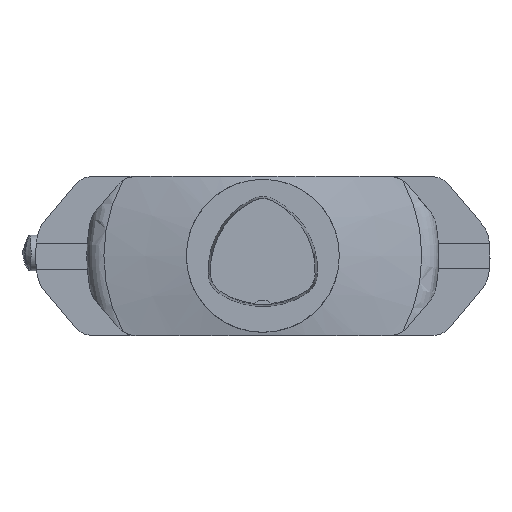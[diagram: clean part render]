
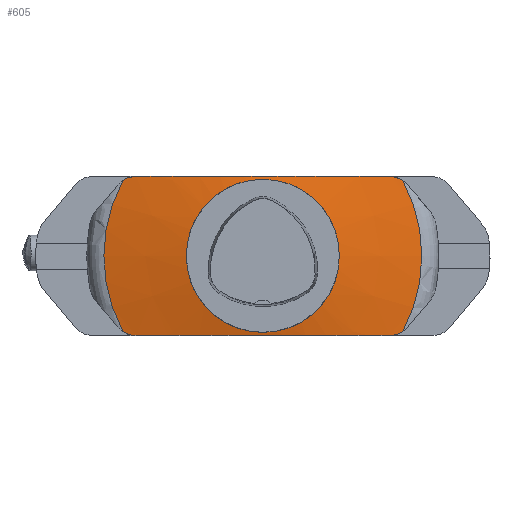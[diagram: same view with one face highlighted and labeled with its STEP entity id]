
A CAD part, top view. The second image highlights one B-rep face of the part: STEP entity #605.
In plain terms, the highlighted conical face has half-angle 78 degrees and reference radius 50 mm.
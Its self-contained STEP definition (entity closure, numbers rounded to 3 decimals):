
#283=CONICAL_SURFACE('',#8745,50.,78.);
#308=FACE_BOUND('',#1799,.T.);
#309=FACE_BOUND('',#1800,.T.);
#450=B_SPLINE_CURVE_WITH_KNOTS('',3,(#12146,#12147,#12148,#12149),
 .UNSPECIFIED.,.F.,.F.,(4,4),(0.,1.),.UNSPECIFIED.);
#453=B_SPLINE_CURVE_WITH_KNOTS('',3,(#12163,#12164,#12165,#12166),
 .UNSPECIFIED.,.F.,.F.,(4,4),(0.,1.),.UNSPECIFIED.);
#454=B_SPLINE_CURVE_WITH_KNOTS('',3,(#12172,#12173,#12174,#12175,#12176,
#12177,#12178,#12179,#12180,#12181,#12182,#12183),.UNSPECIFIED.,.F.,.F.,
(4,2,2,2,2,4),(0.,0.25,0.375,0.5,0.75,1.),.UNSPECIFIED.);
#455=B_SPLINE_CURVE_WITH_KNOTS('',3,(#12185,#12186,#12187,#12188),
 .UNSPECIFIED.,.F.,.F.,(4,4),(0.,1.),.UNSPECIFIED.);
#458=B_SPLINE_CURVE_WITH_KNOTS('',3,(#12202,#12203,#12204,#12205),
 .UNSPECIFIED.,.F.,.F.,(4,4),(0.,1.),.UNSPECIFIED.);
#459=B_SPLINE_CURVE_WITH_KNOTS('',3,(#12209,#12210,#12211,#12212,#12213,
#12214,#12215,#12216,#12217,#12218,#12219,#12220),.UNSPECIFIED.,.F.,.F.,
(4,2,2,2,2,4),(0.,0.25,0.5,0.625,0.75,1.),.UNSPECIFIED.);
#605=ADVANCED_FACE('',(#308,#309),#283,.T.);
#1799=EDGE_LOOP('',(#2784));
#1800=EDGE_LOOP('',(#2785,#2786,#2787,#2788,#2789,#2790,#2791,#2792));
#2307=CIRCLE('',#8735,103.911);
#2308=CIRCLE('',#8740,103.911);
#2309=CIRCLE('',#8744,50.);
#2784=ORIENTED_EDGE('',*,*,#5826,.T.);
#2785=ORIENTED_EDGE('',*,*,#5825,.F.);
#2786=ORIENTED_EDGE('',*,*,#5823,.T.);
#2787=ORIENTED_EDGE('',*,*,#5821,.T.);
#2788=ORIENTED_EDGE('',*,*,#5819,.T.);
#2789=ORIENTED_EDGE('',*,*,#5818,.F.);
#2790=ORIENTED_EDGE('',*,*,#5815,.T.);
#2791=ORIENTED_EDGE('',*,*,#5813,.T.);
#2792=ORIENTED_EDGE('',*,*,#5811,.T.);
#4990=VERTEX_POINT('',#12145);
#4991=VERTEX_POINT('',#12150);
#4992=VERTEX_POINT('',#12157);
#4993=VERTEX_POINT('',#12167);
#4994=VERTEX_POINT('',#12171);
#4995=VERTEX_POINT('',#12189);
#4996=VERTEX_POINT('',#12196);
#4997=VERTEX_POINT('',#12206);
#4998=VERTEX_POINT('',#12223);
#5811=EDGE_CURVE('',#4991,#4990,#450,.T.);
#5813=EDGE_CURVE('',#4992,#4991,#2307,.T.);
#5815=EDGE_CURVE('',#4993,#4992,#453,.T.);
#5818=EDGE_CURVE('',#4993,#4994,#454,.T.);
#5819=EDGE_CURVE('',#4995,#4994,#455,.T.);
#5821=EDGE_CURVE('',#4996,#4995,#2308,.T.);
#5823=EDGE_CURVE('',#4997,#4996,#458,.T.);
#5825=EDGE_CURVE('',#4997,#4990,#459,.T.);
#5826=EDGE_CURVE('',#4998,#4998,#2309,.T.);
#8735=AXIS2_PLACEMENT_3D('',#12156,#9668,#9669);
#8740=AXIS2_PLACEMENT_3D('',#12195,#9680,#9681);
#8744=AXIS2_PLACEMENT_3D('',#12222,#9689,#9690);
#8745=AXIS2_PLACEMENT_3D('',#12224,#9691,#9692);
#9668=DIRECTION('',(0.,0.,1.));
#9669=DIRECTION('',(-1.,0.,0.));
#9680=DIRECTION('',(0.,0.,1.));
#9681=DIRECTION('',(-1.,0.,0.));
#9689=DIRECTION('',(0.,0.,-1.));
#9690=DIRECTION('',(-1.,0.,0.));
#9691=DIRECTION('',(0.,0.,-1.));
#9692=DIRECTION('',(-1.,0.,0.));
#12145=CARTESIAN_POINT('',(-82.689,-52.,-47.135));
#12146=CARTESIAN_POINT('',(-91.409,-49.415,-48.459));
#12147=CARTESIAN_POINT('',(-88.798,-51.112,-48.142));
#12148=CARTESIAN_POINT('',(-85.769,-52.,-47.689));
#12149=CARTESIAN_POINT('',(-82.689,-52.,-47.135));
#12150=CARTESIAN_POINT('',(-91.409,-49.415,-48.459));
#12156=CARTESIAN_POINT('',(0.,0.,-48.459));
#12157=CARTESIAN_POINT('',(-91.409,49.415,-48.459));
#12163=CARTESIAN_POINT('',(-82.689,52.,-47.135));
#12164=CARTESIAN_POINT('',(-85.769,52.,-47.689));
#12165=CARTESIAN_POINT('',(-88.798,51.112,-48.142));
#12166=CARTESIAN_POINT('',(-91.409,49.415,-48.459));
#12167=CARTESIAN_POINT('',(-82.689,52.,-47.135));
#12171=CARTESIAN_POINT('',(82.689,52.,-47.135));
#12172=CARTESIAN_POINT('',(-82.689,52.,-47.135));
#12173=CARTESIAN_POINT('',(-69.012,52.,-44.674));
#12174=CARTESIAN_POINT('',(-55.31,52.,-42.345));
#12175=CARTESIAN_POINT('',(-34.613,52.,-39.6));
#12176=CARTESIAN_POINT('',(-27.689,52.,-38.819));
#12177=CARTESIAN_POINT('',(-13.75,52.,-37.722));
#12178=CARTESIAN_POINT('',(-6.741,52.,-37.419));
#12179=CARTESIAN_POINT('',(14.121,52.,-37.437));
#12180=CARTESIAN_POINT('',(27.902,52.,-38.707));
#12181=CARTESIAN_POINT('',(55.353,52.,-42.354));
#12182=CARTESIAN_POINT('',(69.028,52.,-44.677));
#12183=CARTESIAN_POINT('',(82.689,52.,-47.135));
#12185=CARTESIAN_POINT('',(91.409,49.415,-48.459));
#12186=CARTESIAN_POINT('',(88.798,51.112,-48.142));
#12187=CARTESIAN_POINT('',(85.769,52.,-47.689));
#12188=CARTESIAN_POINT('',(82.689,52.,-47.135));
#12189=CARTESIAN_POINT('',(91.409,49.415,-48.459));
#12195=CARTESIAN_POINT('',(0.,0.,-48.459));
#12196=CARTESIAN_POINT('',(91.409,-49.415,-48.459));
#12202=CARTESIAN_POINT('',(82.689,-52.,-47.135));
#12203=CARTESIAN_POINT('',(85.769,-52.,-47.689));
#12204=CARTESIAN_POINT('',(88.798,-51.112,-48.142));
#12205=CARTESIAN_POINT('',(91.409,-49.415,-48.459));
#12206=CARTESIAN_POINT('',(82.689,-52.,-47.135));
#12209=CARTESIAN_POINT('',(82.689,-52.,-47.135));
#12210=CARTESIAN_POINT('',(69.028,-52.,-44.677));
#12211=CARTESIAN_POINT('',(55.353,-52.,-42.354));
#12212=CARTESIAN_POINT('',(27.902,-52.,-38.707));
#12213=CARTESIAN_POINT('',(14.121,-52.,-37.437));
#12214=CARTESIAN_POINT('',(-6.741,-52.,-37.419));
#12215=CARTESIAN_POINT('',(-13.75,-52.,-37.722));
#12216=CARTESIAN_POINT('',(-27.689,-52.,-38.819));
#12217=CARTESIAN_POINT('',(-34.613,-52.,-39.6));
#12218=CARTESIAN_POINT('',(-55.31,-52.,-42.345));
#12219=CARTESIAN_POINT('',(-69.012,-52.,-44.674));
#12220=CARTESIAN_POINT('',(-82.689,-52.,-47.135));
#12222=CARTESIAN_POINT('',(0.,0.,-37.));
#12223=CARTESIAN_POINT('',(-50.,0.,-37.));
#12224=CARTESIAN_POINT('',(0.,0.,-37.));
